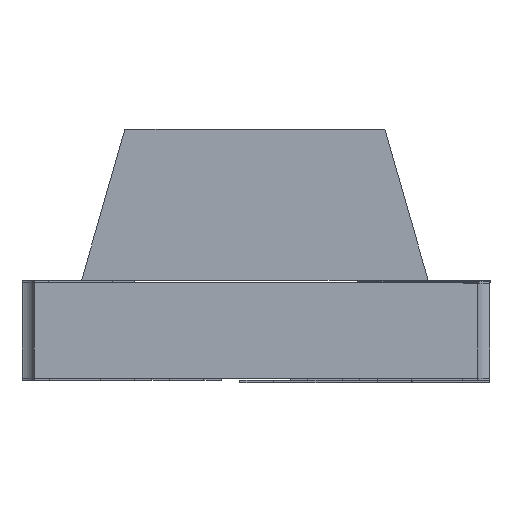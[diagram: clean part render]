
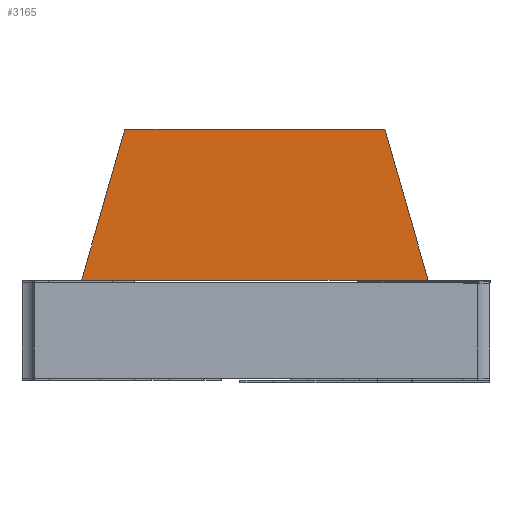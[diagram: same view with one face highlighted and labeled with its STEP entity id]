
A CAD part, front view. The second image highlights one B-rep face of the part: STEP entity #3165.
In plain terms, the highlighted planar face has unit normal (0, -1, 0).
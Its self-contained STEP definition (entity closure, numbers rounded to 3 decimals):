
#3023=CARTESIAN_POINT('',(0.744,-0.,1.435));
#3024=VERTEX_POINT('',#3023);
#3041=CARTESIAN_POINT('',(-0.756,-0.,1.435));
#3042=VERTEX_POINT('',#3041);
#3049=CARTESIAN_POINT('',(-0.756,-0.,1.435));
#3050=DIRECTION('',(1.,0.,0.));
#3051=VECTOR('',#3050,1.5);
#3052=LINE('',#3049,#3051);
#3053=EDGE_CURVE('',#3042,#3024,#3052,.T.);
#3063=CARTESIAN_POINT('',(0.994,-0.,0.565));
#3064=VERTEX_POINT('',#3063);
#3073=CARTESIAN_POINT('',(-1.006,-0.,0.565));
#3074=VERTEX_POINT('',#3073);
#3075=CARTESIAN_POINT('',(-1.006,-0.,0.565));
#3076=DIRECTION('',(1.,0.,0.));
#3077=VECTOR('',#3076,2.);
#3078=LINE('',#3075,#3077);
#3079=EDGE_CURVE('',#3074,#3064,#3078,.T.);
#3127=CARTESIAN_POINT('',(0.994,-0.,0.565));
#3128=DIRECTION('',(-0.276,-0.,0.961));
#3129=VECTOR('',#3128,0.905);
#3130=LINE('',#3127,#3129);
#3131=EDGE_CURVE('',#3064,#3024,#3130,.T.);
#3142=CARTESIAN_POINT('',(-1.006,-0.,0.565));
#3143=DIRECTION('',(0.276,0.,0.961));
#3144=VECTOR('',#3143,0.905);
#3145=LINE('',#3142,#3144);
#3146=EDGE_CURVE('',#3074,#3042,#3145,.T.);
#3154=CARTESIAN_POINT('',(0.744,-0.,1.435));
#3155=DIRECTION('',(-0.,1.,0.));
#3156=DIRECTION('',(0.,-0.,1.));
#3157=AXIS2_PLACEMENT_3D('',#3154,#3155,#3156);
#3158=PLANE('',#3157);
#3159=ORIENTED_EDGE('',*,*,#3131,.T.);
#3160=ORIENTED_EDGE('',*,*,#3053,.F.);
#3161=ORIENTED_EDGE('',*,*,#3146,.F.);
#3162=ORIENTED_EDGE('',*,*,#3079,.T.);
#3163=EDGE_LOOP('',(#3159,#3160,#3161,#3162));
#3164=FACE_BOUND('',#3163,.T.);
#3165=ADVANCED_FACE('',(#3164),#3158,.F.);
